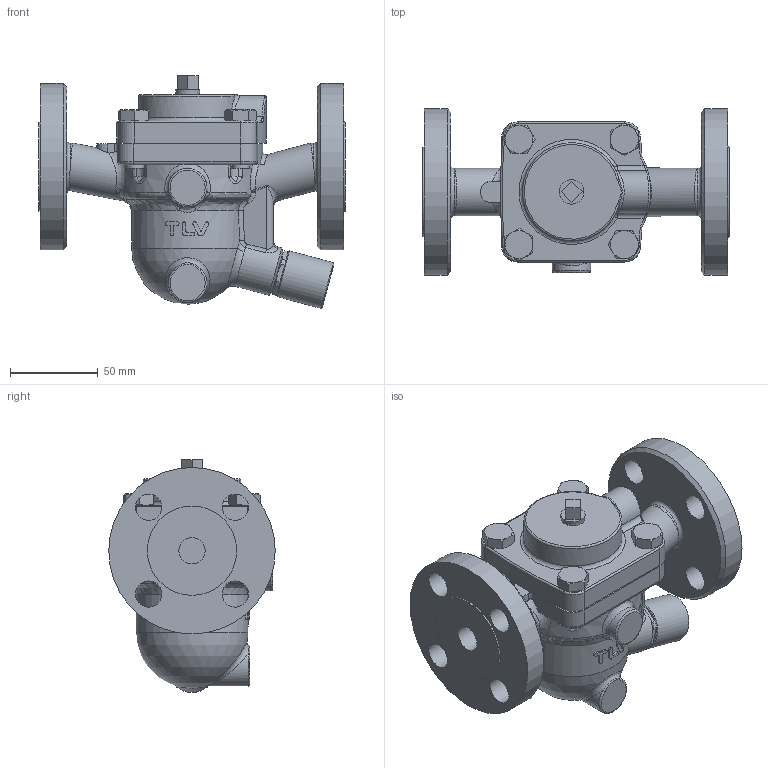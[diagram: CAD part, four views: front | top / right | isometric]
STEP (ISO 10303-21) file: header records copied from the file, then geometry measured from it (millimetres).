
FILE_DESCRIPTION((''),'2;1');
FILE_NAME('ja300-015-jis20-00.stp','2010-11-10T15:25:44',('nakaot'),(''),'Autodesk Inventor 2008','Autodesk Inventor 2008','');
FILE_SCHEMA(('AUTOMOTIVE_DESIGN { 1 0 10303 214 1 1 1 1 }'));
Length unit declared in the file: millimetre
Products named in the file (1): ja300-015-jis20-00
Bounding box: 175 x 95 x 132.89 mm (x, y, z)
Volume: 734099.2 mm3; surface area: 99118.3 mm2
Topology: 1 solids, 1 shells, 353 faces, 843 edges, 519 vertices
Faces by surface type: plane 101, cylinder 90, bspline 81, cone 59, torus 21, sphere 1
Full cylindrical faces by diameter (mm): 10 x8, 15 x5, 22 x1, 27 x3, 28 x1, 56.5 x1, 95 x1
Entity records: 18443 total; most frequent: CARTESIAN_POINT 11086, ORIENTED_EDGE 1574, DIRECTION 1398, EDGE_CURVE 787, AXIS2_PLACEMENT_3D 612, VERTEX_POINT 506, EDGE_LOOP 447, FACE_OUTER_BOUND 353
